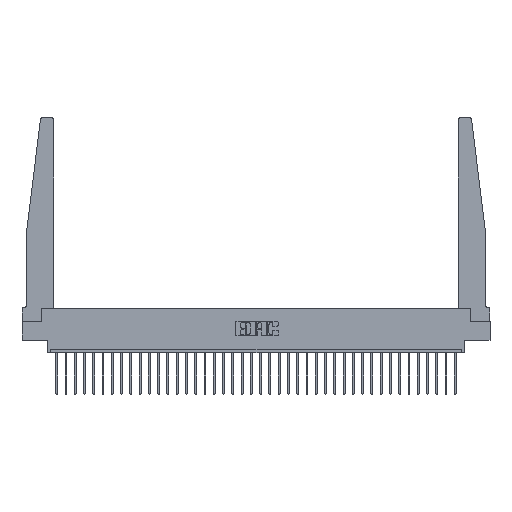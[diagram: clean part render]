
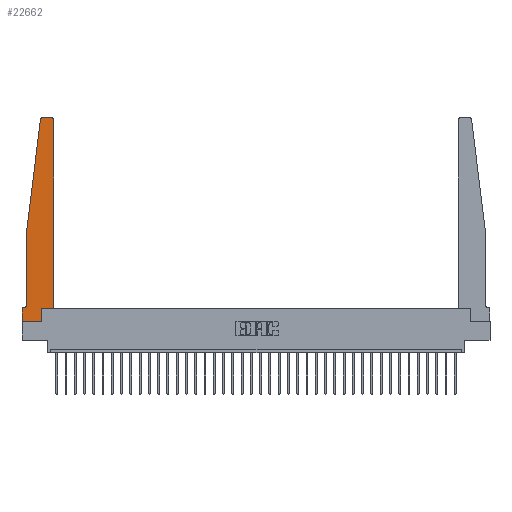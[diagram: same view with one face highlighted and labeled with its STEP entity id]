
A CAD part, top view. The second image highlights one B-rep face of the part: STEP entity #22662.
In plain terms, the highlighted planar face has unit normal (0, 0, 1).
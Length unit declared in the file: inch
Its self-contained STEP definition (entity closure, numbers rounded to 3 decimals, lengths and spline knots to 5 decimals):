
#408 = EDGE_CURVE ( 'NONE', #21486, #29626, #4057, .T. ) ;
#682 = DIRECTION ( 'NONE',  ( 0., -1., 0. ) ) ;
#742 = CARTESIAN_POINT ( 'NONE',  ( 0.27653, 2.72, 0.37 ) ) ;
#949 = LINE ( 'NONE', #25996, #20833 ) ;
#1047 = CARTESIAN_POINT ( 'NONE',  ( 0.065, 0.1875, 0.37 ) ) ;
#1070 = DIRECTION ( 'NONE',  ( 0., 0., 1. ) ) ;
#1127 = CARTESIAN_POINT ( 'NONE',  ( 0.015, 0.1875, 0.37 ) ) ;
#1357 = LINE ( 'NONE', #1047, #29174 ) ;
#1549 = VERTEX_POINT ( 'NONE', #10397 ) ;
#1732 = EDGE_CURVE ( 'NONE', #1549, #14371, #4337, .T. ) ;
#1770 = DIRECTION ( 'NONE',  ( 1., 0., 0. ) ) ;
#1868 = DIRECTION ( 'NONE',  ( 0., 0., -1. ) ) ;
#2010 = EDGE_CURVE ( 'NONE', #21888, #21486, #11177, .T. ) ;
#2899 = DIRECTION ( 'NONE',  ( 1., 0., 0. ) ) ;
#3133 = CIRCLE ( 'NONE', #14129, 0.03 ) ;
#3262 = EDGE_CURVE ( 'NONE', #19671, #21888, #1357, .T. ) ;
#3562 = DIRECTION ( 'NONE',  ( -1., 0., 0. ) ) ;
#3798 = EDGE_LOOP ( 'NONE', ( #7436, #15534, #5821, #10642, #28365, #24906, #31378, #24294, #9985, #13845, #27894, #24468 ) ) ;
#4057 = LINE ( 'NONE', #13568, #20708 ) ;
#4337 = LINE ( 'NONE', #17088, #13034 ) ;
#4534 = VECTOR ( 'NONE', #13881, 39.37008 ) ;
#4879 = DIRECTION ( 'NONE',  ( 0., 0., 1. ) ) ;
#5483 = DIRECTION ( 'NONE',  ( 1., 0., 0. ) ) ;
#5616 = VERTEX_POINT ( 'NONE', #30593 ) ;
#5821 = ORIENTED_EDGE ( 'NONE', *, *, #1732, .T. ) ;
#6579 = CARTESIAN_POINT ( 'NONE',  ( 0., 0., 0.37 ) ) ;
#6702 = CARTESIAN_POINT ( 'NONE',  ( 0.395, 2.72, 0.37 ) ) ;
#7046 = LINE ( 'NONE', #9646, #22310 ) ;
#7436 = ORIENTED_EDGE ( 'NONE', *, *, #30866, .T. ) ;
#7677 = CARTESIAN_POINT ( 'NONE',  ( 0.425, 0.18, 0.37 ) ) ;
#7874 = CARTESIAN_POINT ( 'NONE',  ( 0.065, 1.25, 0.37 ) ) ;
#8340 = VECTOR ( 'NONE', #682, 39.37008 ) ;
#8465 = DIRECTION ( 'NONE',  ( 0., 0., 1. ) ) ;
#8569 = CARTESIAN_POINT ( 'NONE',  ( 0., 0.1875, 0.37 ) ) ;
#8592 = VECTOR ( 'NONE', #28406, 39.37008 ) ;
#9646 = CARTESIAN_POINT ( 'NONE',  ( 0.425, 0.18, 0.37 ) ) ;
#9985 = ORIENTED_EDGE ( 'NONE', *, *, #27560, .T. ) ;
#10397 = CARTESIAN_POINT ( 'NONE',  ( 0.24675, 2.72367, 0.37 ) ) ;
#10642 = ORIENTED_EDGE ( 'NONE', *, *, #19013, .T. ) ;
#10951 = VERTEX_POINT ( 'NONE', #12246 ) ;
#11177 = LINE ( 'NONE', #6579, #8592 ) ;
#12010 = DIRECTION ( 'NONE',  ( -0.122, -0.992, 0. ) ) ;
#12094 = DIRECTION ( 'NONE',  ( 1., 0., 0. ) ) ;
#12199 = CARTESIAN_POINT ( 'NONE',  ( 0.2605, 0.18, 0.37 ) ) ;
#12246 = CARTESIAN_POINT ( 'NONE',  ( 0.425, 2.72, 0.37 ) ) ;
#12562 = VERTEX_POINT ( 'NONE', #12199 ) ;
#13034 = VECTOR ( 'NONE', #12010, 39.37008 ) ;
#13116 = LINE ( 'NONE', #7874, #8340 ) ;
#13377 = CARTESIAN_POINT ( 'NONE',  ( 0., 0.1875, 0.37 ) ) ;
#13568 = CARTESIAN_POINT ( 'NONE',  ( 0., 0., 0.37 ) ) ;
#13845 = ORIENTED_EDGE ( 'NONE', *, *, #15394, .T. ) ;
#13881 = DIRECTION ( 'NONE',  ( 0., 1., 0. ) ) ;
#14129 = AXIS2_PLACEMENT_3D ( 'NONE', #6702, #4879, #12094 ) ;
#14371 = VERTEX_POINT ( 'NONE', #18156 ) ;
#14694 = CARTESIAN_POINT ( 'NONE',  ( 0.065, 0.2375, 0.37 ) ) ;
#15025 = CIRCLE ( 'NONE', #26052, 0.05 ) ;
#15216 = VERTEX_POINT ( 'NONE', #24574 ) ;
#15266 = VERTEX_POINT ( 'NONE', #24408 ) ;
#15334 = FACE_OUTER_BOUND ( 'NONE', #3798, .T. ) ;
#15394 = EDGE_CURVE ( 'NONE', #12562, #5616, #15706, .T. ) ;
#15534 = ORIENTED_EDGE ( 'NONE', *, *, #23088, .T. ) ;
#15680 = VERTEX_POINT ( 'NONE', #14694 ) ;
#15706 = LINE ( 'NONE', #7677, #29632 ) ;
#15923 = DIRECTION ( 'NONE',  ( -1., 0., 0. ) ) ;
#16456 = EDGE_CURVE ( 'NONE', #5616, #10951, #7046, .T. ) ;
#17088 = CARTESIAN_POINT ( 'NONE',  ( 0.065, 1.25, 0.37 ) ) ;
#17264 = EDGE_CURVE ( 'NONE', #15680, #19671, #15025, .T. ) ;
#18156 = CARTESIAN_POINT ( 'NONE',  ( 0.065, 1.25, 0.37 ) ) ;
#18901 = AXIS2_PLACEMENT_3D ( 'NONE', #742, #1070, #5483 ) ;
#19013 = EDGE_CURVE ( 'NONE', #14371, #15680, #13116, .T. ) ;
#19225 = EDGE_CURVE ( 'NONE', #10951, #15266, #3133, .T. ) ;
#19539 = DIRECTION ( 'NONE',  ( -1., 0., 0. ) ) ;
#19671 = VERTEX_POINT ( 'NONE', #1127 ) ;
#20466 = DIRECTION ( 'NONE',  ( 1., 0., 0. ) ) ;
#20708 = VECTOR ( 'NONE', #1770, 39.37008 ) ;
#20833 = VECTOR ( 'NONE', #3562, 39.37008 ) ;
#21486 = VERTEX_POINT ( 'NONE', #27819 ) ;
#21888 = VERTEX_POINT ( 'NONE', #8569 ) ;
#22310 = VECTOR ( 'NONE', #29183, 39.37008 ) ;
#22662 = ADVANCED_FACE ( 'NONE', ( #15334 ), #25830, .T. ) ;
#23053 = CARTESIAN_POINT ( 'NONE',  ( 0.2605, 0., 0.37 ) ) ;
#23088 = EDGE_CURVE ( 'NONE', #15216, #1549, #26233, .T. ) ;
#23394 = LINE ( 'NONE', #31101, #4534 ) ;
#24294 = ORIENTED_EDGE ( 'NONE', *, *, #408, .T. ) ;
#24408 = CARTESIAN_POINT ( 'NONE',  ( 0.395, 2.75, 0.37 ) ) ;
#24468 = ORIENTED_EDGE ( 'NONE', *, *, #19225, .T. ) ;
#24574 = CARTESIAN_POINT ( 'NONE',  ( 0.27653, 2.75, 0.37 ) ) ;
#24780 = CARTESIAN_POINT ( 'NONE',  ( 0.015, 0.2375, 0.37 ) ) ;
#24906 = ORIENTED_EDGE ( 'NONE', *, *, #3262, .T. ) ;
#25830 = PLANE ( 'NONE',  #26741 ) ;
#25996 = CARTESIAN_POINT ( 'NONE',  ( 0.25, 2.75, 0.37 ) ) ;
#26052 = AXIS2_PLACEMENT_3D ( 'NONE', #24780, #1868, #19539 ) ;
#26233 = CIRCLE ( 'NONE', #18901, 0.03 ) ;
#26741 = AXIS2_PLACEMENT_3D ( 'NONE', #13377, #8465, #2899 ) ;
#27560 = EDGE_CURVE ( 'NONE', #29626, #12562, #23394, .T. ) ;
#27819 = CARTESIAN_POINT ( 'NONE',  ( 0., 0., 0.37 ) ) ;
#27894 = ORIENTED_EDGE ( 'NONE', *, *, #16456, .T. ) ;
#28365 = ORIENTED_EDGE ( 'NONE', *, *, #17264, .T. ) ;
#28406 = DIRECTION ( 'NONE',  ( 0., -1., 0. ) ) ;
#29174 = VECTOR ( 'NONE', #15923, 39.37008 ) ;
#29183 = DIRECTION ( 'NONE',  ( 0., 1., 0. ) ) ;
#29626 = VERTEX_POINT ( 'NONE', #23053 ) ;
#29632 = VECTOR ( 'NONE', #20466, 39.37008 ) ;
#30593 = CARTESIAN_POINT ( 'NONE',  ( 0.425, 0.18, 0.37 ) ) ;
#30866 = EDGE_CURVE ( 'NONE', #15266, #15216, #949, .T. ) ;
#31101 = CARTESIAN_POINT ( 'NONE',  ( 0.2605, 0.18, 0.37 ) ) ;
#31378 = ORIENTED_EDGE ( 'NONE', *, *, #2010, .T. ) ;
